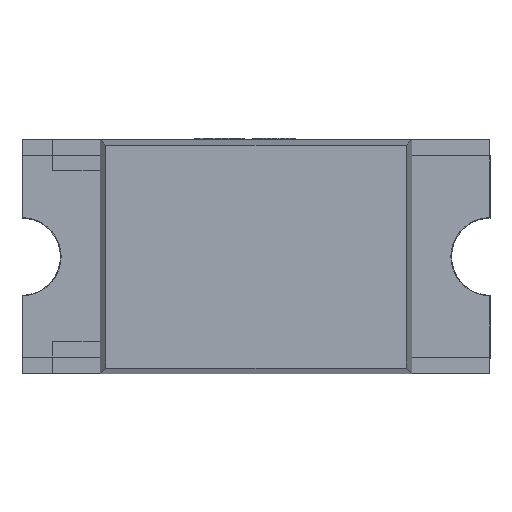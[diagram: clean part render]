
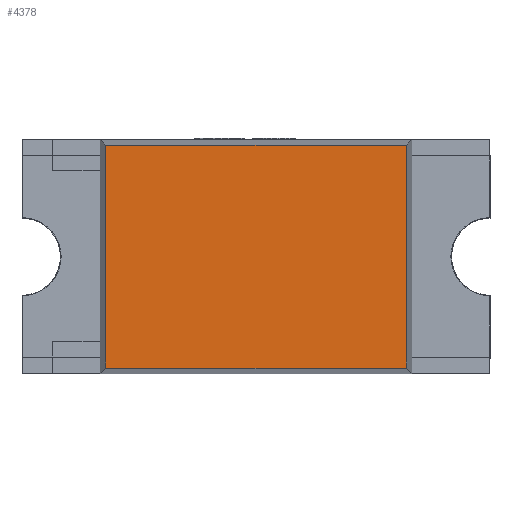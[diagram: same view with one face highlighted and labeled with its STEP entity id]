
A CAD part, top view. The second image highlights one B-rep face of the part: STEP entity #4378.
In plain terms, the highlighted planar face has unit normal (0, 0, 1).
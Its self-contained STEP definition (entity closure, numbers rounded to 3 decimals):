
#190 = DIRECTION ( 'NONE',  ( 1., 0., 0. ) ) ;
#839 = DIRECTION ( 'NONE',  ( -1., 0., 0. ) ) ;
#1835 = ORIENTED_EDGE ( 'NONE', *, *, #6244, .T. ) ;
#2231 = EDGE_CURVE ( 'NONE', #10648, #10803, #11552, .T. ) ;
#3521 = DIRECTION ( 'NONE',  ( 0., 0., 1. ) ) ;
#3947 = ORIENTED_EDGE ( 'NONE', *, *, #8145, .T. ) ;
#4378 = ADVANCED_FACE ( 'NONE', ( #5107 ), #6278, .T. ) ;
#4470 = ORIENTED_EDGE ( 'NONE', *, *, #7537, .T. ) ;
#4866 = AXIS2_PLACEMENT_3D ( 'NONE', #13380, #3521, #190 ) ;
#5107 = FACE_OUTER_BOUND ( 'NONE', #6120, .T. ) ;
#5784 = DIRECTION ( 'NONE',  ( 1., 0., 0. ) ) ;
#6120 = EDGE_LOOP ( 'NONE', ( #4470, #13051, #1835, #3947 ) ) ;
#6229 = CARTESIAN_POINT ( 'NONE',  ( -0.965, -0.715, 1. ) ) ;
#6244 = EDGE_CURVE ( 'NONE', #10803, #10577, #12010, .T. ) ;
#6278 = PLANE ( 'NONE',  #4866 ) ;
#6760 = CARTESIAN_POINT ( 'NONE',  ( -1., 0.715, 1. ) ) ;
#6784 = CARTESIAN_POINT ( 'NONE',  ( -1., -0.715, 1. ) ) ;
#6883 = VECTOR ( 'NONE', #839, 1000. ) ;
#7060 = DIRECTION ( 'NONE',  ( 0., -1., 0. ) ) ;
#7470 = CARTESIAN_POINT ( 'NONE',  ( 0.965, 0.715, 1. ) ) ;
#7537 = EDGE_CURVE ( 'NONE', #15330, #10648, #11507, .T. ) ;
#7610 = VECTOR ( 'NONE', #7060, 1000. ) ;
#8145 = EDGE_CURVE ( 'NONE', #10577, #15330, #10319, .T. ) ;
#8308 = CARTESIAN_POINT ( 'NONE',  ( -0.965, 0.75, 1. ) ) ;
#8459 = CARTESIAN_POINT ( 'NONE',  ( 0.965, -0.715, 1. ) ) ;
#9220 = DIRECTION ( 'NONE',  ( 0., 1., 0. ) ) ;
#10319 = LINE ( 'NONE', #6784, #11542 ) ;
#10577 = VERTEX_POINT ( 'NONE', #6229 ) ;
#10590 = CARTESIAN_POINT ( 'NONE',  ( -0.965, 0.715, 1. ) ) ;
#10648 = VERTEX_POINT ( 'NONE', #7470 ) ;
#10803 = VERTEX_POINT ( 'NONE', #10590 ) ;
#11507 = LINE ( 'NONE', #15137, #15119 ) ;
#11542 = VECTOR ( 'NONE', #5784, 1000. ) ;
#11552 = LINE ( 'NONE', #6760, #6883 ) ;
#12010 = LINE ( 'NONE', #8308, #7610 ) ;
#13051 = ORIENTED_EDGE ( 'NONE', *, *, #2231, .T. ) ;
#13380 = CARTESIAN_POINT ( 'NONE',  ( 0., 0., 1. ) ) ;
#15119 = VECTOR ( 'NONE', #9220, 1000. ) ;
#15137 = CARTESIAN_POINT ( 'NONE',  ( 0.965, 0.75, 1. ) ) ;
#15330 = VERTEX_POINT ( 'NONE', #8459 ) ;
